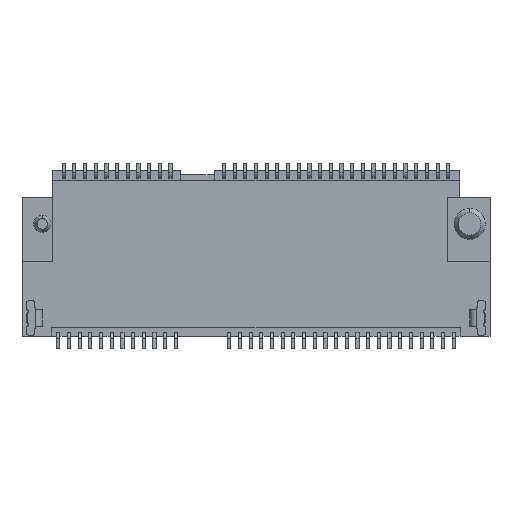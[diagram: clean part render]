
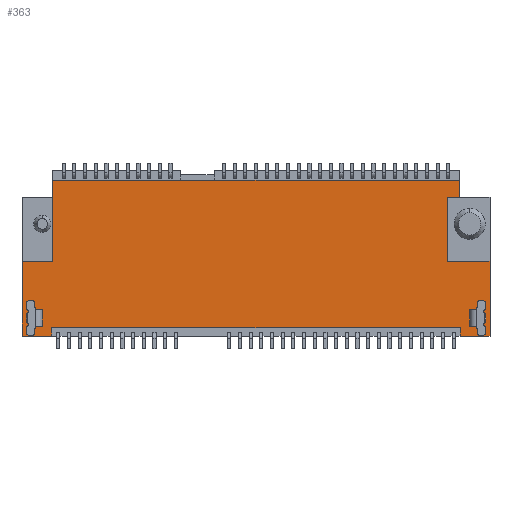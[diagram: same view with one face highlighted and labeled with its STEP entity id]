
A CAD part, front view. The second image highlights one B-rep face of the part: STEP entity #363.
In plain terms, the highlighted planar face has unit normal (0, -1, 0).
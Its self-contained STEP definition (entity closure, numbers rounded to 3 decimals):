
#363=ADVANCED_FACE('',(#2252,#2253,#2254),#2255,.T.);
#2252=FACE_OUTER_BOUND('',#5460,.T.);
#2253=FACE_BOUND('',#5461,.T.);
#2254=FACE_BOUND('',#5462,.T.);
#2255=PLANE('',#5463);
#5460=EDGE_LOOP('',(#11074,#11075,#11076,#11077,#11078,#11079,#11080,#11081,#11082,#11083,#11084,#11085,#11086,#11087,#11088));
#5461=EDGE_LOOP('',(#11089,#11090,#11091,#11092));
#5462=EDGE_LOOP('',(#11093,#11094,#11095,#11096));
#5463=AXIS2_PLACEMENT_3D('',#11097,#11098,#11099);
#11074=ORIENTED_EDGE('',*,*,#22244,.F.);
#11075=ORIENTED_EDGE('',*,*,#21552,.T.);
#11076=ORIENTED_EDGE('',*,*,#22245,.F.);
#11077=ORIENTED_EDGE('',*,*,#22246,.T.);
#11078=ORIENTED_EDGE('',*,*,#22247,.F.);
#11079=ORIENTED_EDGE('',*,*,#22248,.F.);
#11080=ORIENTED_EDGE('',*,*,#22249,.F.);
#11081=ORIENTED_EDGE('',*,*,#22250,.F.);
#11082=ORIENTED_EDGE('',*,*,#22251,.T.);
#11083=ORIENTED_EDGE('',*,*,#22252,.F.);
#11084=ORIENTED_EDGE('',*,*,#22253,.F.);
#11085=ORIENTED_EDGE('',*,*,#20973,.T.);
#11086=ORIENTED_EDGE('',*,*,#21539,.T.);
#11087=ORIENTED_EDGE('',*,*,#22243,.T.);
#11088=ORIENTED_EDGE('',*,*,#22254,.F.);
#11089=ORIENTED_EDGE('',*,*,#22255,.T.);
#11090=ORIENTED_EDGE('',*,*,#22256,.F.);
#11091=ORIENTED_EDGE('',*,*,#22257,.T.);
#11092=ORIENTED_EDGE('',*,*,#22258,.T.);
#11093=ORIENTED_EDGE('',*,*,#22259,.F.);
#11094=ORIENTED_EDGE('',*,*,#22260,.F.);
#11095=ORIENTED_EDGE('',*,*,#22261,.F.);
#11096=ORIENTED_EDGE('',*,*,#22262,.T.);
#11097=CARTESIAN_POINT('',(-10.95,-1.385,0.0));
#11098=DIRECTION('',(0.0,-1.0,0.0));
#11099=DIRECTION('',(0.0,0.0,-1.0));
#20973=EDGE_CURVE('',#25274,#25272,#25275,.T.);
#21539=EDGE_CURVE('',#25272,#26370,#26372,.T.);
#21552=EDGE_CURVE('',#26396,#26394,#26397,.T.);
#22243=EDGE_CURVE('',#26370,#27502,#27504,.T.);
#22244=EDGE_CURVE('',#26396,#27505,#27506,.T.);
#22245=EDGE_CURVE('',#27507,#26394,#27508,.T.);
#22246=EDGE_CURVE('',#27507,#27509,#27510,.T.);
#22247=EDGE_CURVE('',#27511,#27509,#27512,.T.);
#22248=EDGE_CURVE('',#27513,#27511,#27514,.T.);
#22249=EDGE_CURVE('',#27515,#27513,#27516,.T.);
#22250=EDGE_CURVE('',#27517,#27515,#27518,.T.);
#22251=EDGE_CURVE('',#27517,#27519,#27520,.T.);
#22252=EDGE_CURVE('',#27521,#27519,#27522,.T.);
#22253=EDGE_CURVE('',#25274,#27521,#27523,.T.);
#22254=EDGE_CURVE('',#27505,#27502,#27524,.T.);
#22255=EDGE_CURVE('',#27525,#27526,#27527,.T.);
#22256=EDGE_CURVE('',#27528,#27526,#27529,.T.);
#22257=EDGE_CURVE('',#27528,#27530,#27531,.T.);
#22258=EDGE_CURVE('',#27530,#27525,#27532,.T.);
#22259=EDGE_CURVE('',#27533,#27534,#27535,.T.);
#22260=EDGE_CURVE('',#27536,#27533,#27537,.T.);
#22261=EDGE_CURVE('',#27538,#27536,#27539,.T.);
#22262=EDGE_CURVE('',#27538,#27534,#27540,.T.);
#25272=VERTEX_POINT('',#32400);
#25274=VERTEX_POINT('',#32403);
#25275=LINE('',#32404,#32405);
#26370=VERTEX_POINT('',#34057);
#26372=LINE('',#34060,#34061);
#26394=VERTEX_POINT('',#34094);
#26396=VERTEX_POINT('',#34097);
#26397=LINE('',#34098,#34099);
#27502=VERTEX_POINT('',#35757);
#27504=LINE('',#35760,#35761);
#27505=VERTEX_POINT('',#35762);
#27506=LINE('',#35763,#35764);
#27507=VERTEX_POINT('',#35765);
#27508=LINE('',#35766,#35767);
#27509=VERTEX_POINT('',#35768);
#27510=LINE('',#35769,#35770);
#27511=VERTEX_POINT('',#35771);
#27512=LINE('',#35772,#35773);
#27513=VERTEX_POINT('',#35774);
#27514=LINE('',#35775,#35776);
#27515=VERTEX_POINT('',#35777);
#27516=LINE('',#35778,#35779);
#27517=VERTEX_POINT('',#35780);
#27518=LINE('',#35781,#35782);
#27519=VERTEX_POINT('',#35783);
#27520=LINE('',#35784,#35785);
#27521=VERTEX_POINT('',#35786);
#27522=LINE('',#35787,#35788);
#27523=LINE('',#35789,#35790);
#27524=LINE('',#35791,#35792);
#27525=VERTEX_POINT('',#35793);
#27526=VERTEX_POINT('',#35794);
#27527=LINE('',#35795,#35796);
#27528=VERTEX_POINT('',#35797);
#27529=LINE('',#35798,#35799);
#27530=VERTEX_POINT('',#35800);
#27531=LINE('',#35801,#35802);
#27532=LINE('',#35803,#35804);
#27533=VERTEX_POINT('',#35805);
#27534=VERTEX_POINT('',#35806);
#27535=LINE('',#35807,#35808);
#27536=VERTEX_POINT('',#35809);
#27537=LINE('',#35810,#35811);
#27538=VERTEX_POINT('',#35812);
#27539=LINE('',#35813,#35814);
#27540=LINE('',#35815,#35816);
#32400=CARTESIAN_POINT('',(-10.95,-1.385,-7.75));
#32403=CARTESIAN_POINT('',(-10.95,-1.385,-4.25));
#32404=CARTESIAN_POINT('',(-10.95,-1.385,-4.25));
#32405=VECTOR('',#42809,3.5);
#34057=CARTESIAN_POINT('',(-9.55,-1.385,-7.75));
#34060=CARTESIAN_POINT('',(-10.95,-1.385,-7.75));
#34061=VECTOR('',#43409,1.4);
#34094=CARTESIAN_POINT('',(10.95,-1.385,-7.75));
#34097=CARTESIAN_POINT('',(9.55,-1.385,-7.75));
#34098=CARTESIAN_POINT('',(9.55,-1.385,-7.75));
#34099=VECTOR('',#43422,1.4);
#35757=CARTESIAN_POINT('',(-9.55,-1.385,-7.35));
#35760=CARTESIAN_POINT('',(-9.55,-1.385,-7.75));
#35761=VECTOR('',#44385,0.4);
#35762=CARTESIAN_POINT('',(9.55,-1.385,-7.35));
#35763=CARTESIAN_POINT('',(9.55,-1.385,-7.75));
#35764=VECTOR('',#44386,0.4);
#35765=CARTESIAN_POINT('',(10.95,-1.385,-4.25));
#35766=CARTESIAN_POINT('',(10.95,-1.385,-4.25));
#35767=VECTOR('',#44387,3.5);
#35768=CARTESIAN_POINT('',(8.95,-1.385,-4.25));
#35769=CARTESIAN_POINT('',(10.95,-1.385,-4.25));
#35770=VECTOR('',#44388,2.0);
#35771=CARTESIAN_POINT('',(8.95,-1.385,-1.25));
#35772=CARTESIAN_POINT('',(8.95,-1.385,-1.25));
#35773=VECTOR('',#44389,3.0);
#35774=CARTESIAN_POINT('',(9.5,-1.385,-1.25));
#35775=CARTESIAN_POINT('',(9.5,-1.385,-1.25));
#35776=VECTOR('',#44390,0.55);
#35777=CARTESIAN_POINT('',(9.5,-1.385,-0.45));
#35778=CARTESIAN_POINT('',(9.5,-1.385,-0.45));
#35779=VECTOR('',#44391,0.8);
#35780=CARTESIAN_POINT('',(-9.5,-1.385,-0.45));
#35781=CARTESIAN_POINT('',(-9.5,-1.385,-0.45));
#35782=VECTOR('',#44392,19.0);
#35783=CARTESIAN_POINT('',(-9.5,-1.385,-1.25));
#35784=CARTESIAN_POINT('',(-9.5,-1.385,-0.45));
#35785=VECTOR('',#44393,0.8);
#35786=CARTESIAN_POINT('',(-9.5,-1.385,-4.25));
#35787=CARTESIAN_POINT('',(-9.5,-1.385,-4.25));
#35788=VECTOR('',#44394,3.0);
#35789=CARTESIAN_POINT('',(-10.95,-1.385,-4.25));
#35790=VECTOR('',#44395,1.45);
#35791=CARTESIAN_POINT('',(9.55,-1.385,-7.35));
#35792=VECTOR('',#44396,19.1);
#35793=CARTESIAN_POINT('',(10.0,-1.385,-6.52));
#35794=CARTESIAN_POINT('',(10.2,-1.385,-6.52));
#35795=CARTESIAN_POINT('',(10.0,-1.385,-6.52));
#35796=VECTOR('',#44397,0.2);
#35797=CARTESIAN_POINT('',(10.2,-1.385,-7.28));
#35798=CARTESIAN_POINT('',(10.2,-1.385,-7.28));
#35799=VECTOR('',#44398,0.76);
#35800=CARTESIAN_POINT('',(10.0,-1.385,-7.28));
#35801=CARTESIAN_POINT('',(10.2,-1.385,-7.28));
#35802=VECTOR('',#44399,0.2);
#35803=CARTESIAN_POINT('',(10.0,-1.385,-7.28));
#35804=VECTOR('',#44400,0.76);
#35805=CARTESIAN_POINT('',(-10.0,-1.385,-6.52));
#35806=CARTESIAN_POINT('',(-10.2,-1.385,-6.52));
#35807=CARTESIAN_POINT('',(-10.0,-1.385,-6.52));
#35808=VECTOR('',#44401,0.2);
#35809=CARTESIAN_POINT('',(-10.0,-1.385,-7.28));
#35810=CARTESIAN_POINT('',(-10.0,-1.385,-7.28));
#35811=VECTOR('',#44402,0.76);
#35812=CARTESIAN_POINT('',(-10.2,-1.385,-7.28));
#35813=CARTESIAN_POINT('',(-10.2,-1.385,-7.28));
#35814=VECTOR('',#44403,0.2);
#35815=CARTESIAN_POINT('',(-10.2,-1.385,-7.28));
#35816=VECTOR('',#44404,0.76);
#42809=DIRECTION('',(0.0,0.0,-1.0));
#43409=DIRECTION('',(1.0,0.0,0.0));
#43422=DIRECTION('',(1.0,0.0,0.0));
#44385=DIRECTION('',(0.0,0.0,1.0));
#44386=DIRECTION('',(0.0,0.0,1.0));
#44387=DIRECTION('',(0.0,0.0,-1.0));
#44388=DIRECTION('',(-1.0,0.0,0.0));
#44389=DIRECTION('',(0.0,0.0,-1.0));
#44390=DIRECTION('',(-1.0,0.0,0.0));
#44391=DIRECTION('',(0.0,0.0,-1.0));
#44392=DIRECTION('',(1.0,0.0,0.0));
#44393=DIRECTION('',(0.0,0.0,-1.0));
#44394=DIRECTION('',(0.0,0.0,1.0));
#44395=DIRECTION('',(1.0,0.0,0.0));
#44396=DIRECTION('',(-1.0,0.0,0.0));
#44397=DIRECTION('',(1.0,0.0,0.0));
#44398=DIRECTION('',(0.0,0.0,1.0));
#44399=DIRECTION('',(-1.0,0.0,0.0));
#44400=DIRECTION('',(0.0,0.0,1.0));
#44401=DIRECTION('',(-1.0,0.0,0.0));
#44402=DIRECTION('',(0.0,0.0,1.0));
#44403=DIRECTION('',(1.0,0.0,0.0));
#44404=DIRECTION('',(0.0,0.0,1.0));
